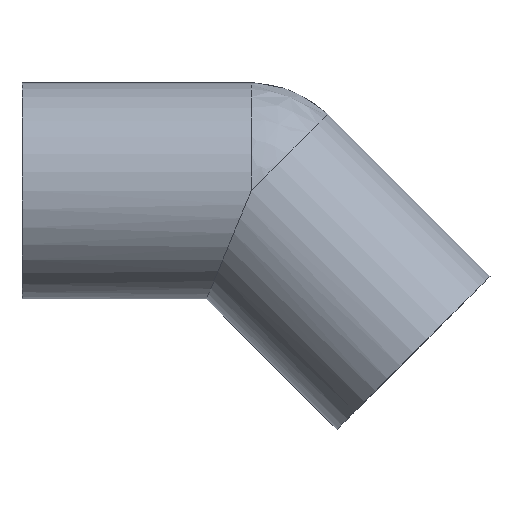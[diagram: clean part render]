
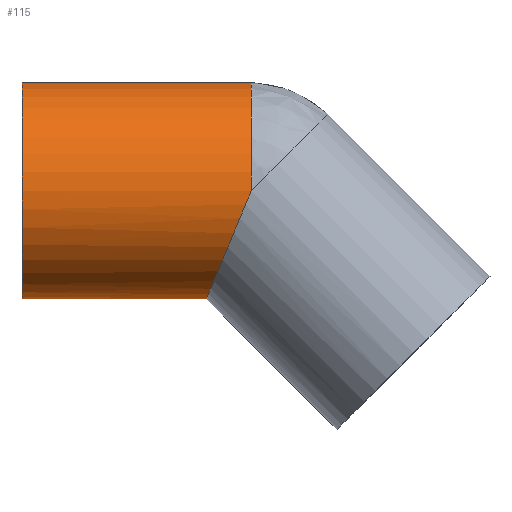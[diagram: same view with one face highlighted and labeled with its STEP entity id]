
A CAD part, top view. The second image highlights one B-rep face of the part: STEP entity #115.
In plain terms, the highlighted cylindrical face has radius 62.5 mm (diameter 125 mm), a partial arc.
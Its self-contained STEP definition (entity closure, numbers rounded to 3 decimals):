
#85 = EDGE_CURVE( '', #117, #189, #219, .T. );
#87 = EDGE_CURVE( '', #189, #93, #221, .T. );
#93 = VERTEX_POINT( '', #227 );
#115 = ADVANCED_FACE( '', ( #253 ), #254, .T. );
#117 = VERTEX_POINT( '', #256 );
#141 = EDGE_CURVE( '', #117, #179, #281, .T. );
#145 = EDGE_CURVE( '', #171, #179, #285, .T. );
#171 = VERTEX_POINT( '', #317 );
#179 = VERTEX_POINT( '', #326 );
#189 = VERTEX_POINT( '', #337 );
#197 = EDGE_CURVE( '', #93, #171, #345, .T. );
#219 = LINE( '', #358, #359 );
#221 = ELLIPSE( '', #362, 67.65, 62.5 );
#227 = CARTESIAN_POINT( '', ( 132.5, 0., 62.5 ) );
#253 = FACE_OUTER_BOUND( '', #399, .T. );
#254 = CYLINDRICAL_SURFACE( '', #400, 62.5 );
#256 = CARTESIAN_POINT( '', ( 0., -62.5, 0. ) );
#281 = CIRCLE( '', #437, 62.5 );
#285 = LINE( '', #443, #444 );
#317 = CARTESIAN_POINT( '', ( 132.5, 62.5, 0. ) );
#326 = CARTESIAN_POINT( '', ( 0., 62.5, 0. ) );
#337 = CARTESIAN_POINT( '', ( 106.612, -62.5, 0. ) );
#345 = CIRCLE( '', #517, 62.5 );
#358 = CARTESIAN_POINT( '', ( 66.25, -62.5, 0. ) );
#359 = VECTOR( '', #522, 1. );
#362 = AXIS2_PLACEMENT_3D( '', #523, #524, #525 );
#399 = EDGE_LOOP( '', ( #568, #569, #570, #571, #572 ) );
#400 = AXIS2_PLACEMENT_3D( '', #573, #574, #575 );
#437 = AXIS2_PLACEMENT_3D( '', #602, #603, #604 );
#443 = CARTESIAN_POINT( '', ( 66.25, 62.5, 0. ) );
#444 = VECTOR( '', #608, 1. );
#517 = AXIS2_PLACEMENT_3D( '', #689, #690, #691 );
#522 = DIRECTION( '', ( 1., 0., 0. ) );
#523 = CARTESIAN_POINT( '', ( 132.5, 0., 0. ) );
#524 = DIRECTION( '', ( -0.924, 0.383, 0. ) );
#525 = DIRECTION( '', ( 0.383, 0.924, 0. ) );
#568 = ORIENTED_EDGE( '', *, *, #145, .T. );
#569 = ORIENTED_EDGE( '', *, *, #141, .F. );
#570 = ORIENTED_EDGE( '', *, *, #85, .T. );
#571 = ORIENTED_EDGE( '', *, *, #87, .T. );
#572 = ORIENTED_EDGE( '', *, *, #197, .T. );
#573 = CARTESIAN_POINT( '', ( 66.25, 0., 0. ) );
#574 = DIRECTION( '', ( 1., 0., 0. ) );
#575 = DIRECTION( '', ( 0., 1., 0. ) );
#602 = CARTESIAN_POINT( '', ( 0., 0., 0. ) );
#603 = DIRECTION( '', ( -1., 0., 0. ) );
#604 = DIRECTION( '', ( 0., 1., 0. ) );
#608 = DIRECTION( '', ( -1., 0., 0. ) );
#689 = CARTESIAN_POINT( '', ( 132.5, 0., 0. ) );
#690 = DIRECTION( '', ( -1., 0., 0. ) );
#691 = DIRECTION( '', ( 0., 1., 0. ) );
